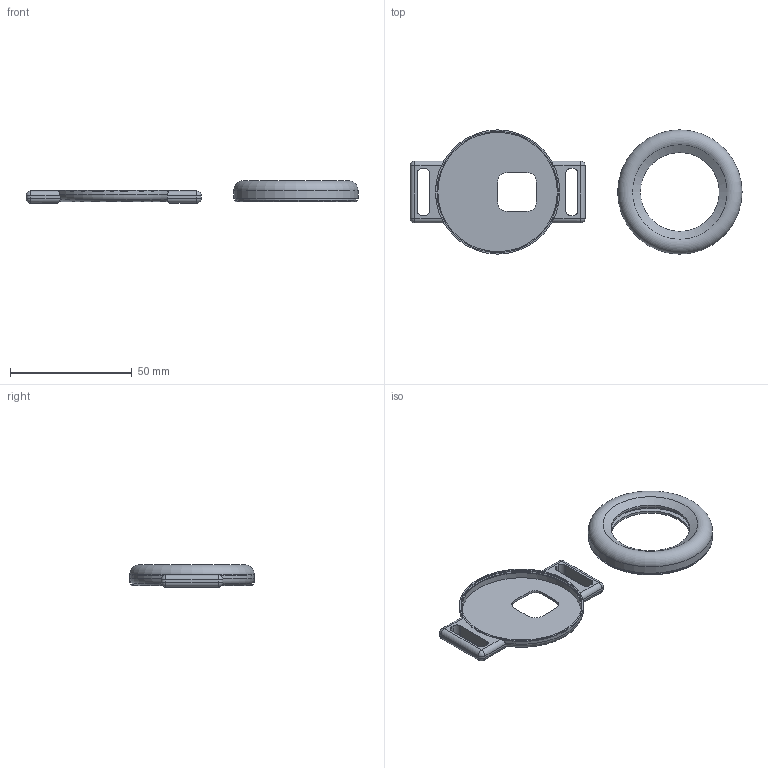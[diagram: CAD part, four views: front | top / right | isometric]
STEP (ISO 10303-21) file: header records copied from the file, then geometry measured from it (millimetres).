
FILE_DESCRIPTION(/* description */ ('STEP AP242','CAx-IF Rec.Pracs.---Representation and Presentation of Product Manufacturing Information (PMI)---4.0---2014-10-13','CAx-IF Rec.Pracs.---3D Tessellated Geometry---0.4---2014-09-14','2;1'),/* implementation_level */ '2;1');
FILE_NAME(/* name */ '67fb17e2e058a23a917d22fc',/* time_stamp */ '2025-04-13T01:48:18Z',/* author */ (''),/* organization */ (''),/* preprocessor_version */ 'ST-DEVELOPER v20',/* originating_system */ 'ONSHAPE BY PTC INC, 1.196',/* authorisation */ ' ');
FILE_SCHEMA (('AP242_MANAGED_MODEL_BASED_3D_ENGINEERING_MIM_LF { 1 0 10303 442 1 1 4 }'));
Length unit declared in the file: metre
Products named in the file (4): print_export; Part 2; Part 1
Assembly tree (4 placements, depth 2):
  print_export
    Part 2  x2
    Part 1
    Part 1
Bounding box: 136.22 x 51 x 9.13 mm (x, y, z)
Volume: 9652.7 mm3; surface area: 11509.6 mm2
Topology: 4 solids, 4 shells, 87 faces, 204 edges, 122 vertices
Faces by surface type: cylinder 39, plane 35, sphere 8, cone 3, torus 2
Full cylindrical faces by diameter (mm): 32.4 x1, 49 x2, 49.6 x1, 49.8 x1, 51 x2
Entity records: 1728 total; most frequent: DIRECTION 304, CARTESIAN_POINT 286, ORIENTED_EDGE 242, EDGE_CURVE 121, AXIS2_PLACEMENT_3D 121, EDGE_LOOP 84, FACE_BOUND 84, VERTEX_POINT 83
